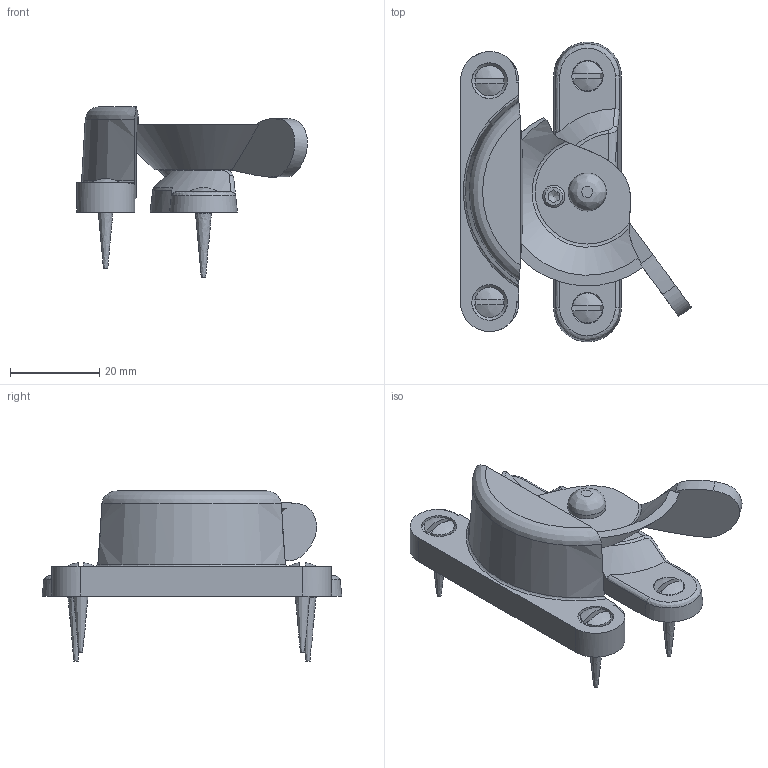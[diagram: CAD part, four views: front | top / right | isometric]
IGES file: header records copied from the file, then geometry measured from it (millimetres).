
Global section: file name: P6132-L; native system: Autodesk Inventor 2018; preprocessor: unknown; author: ashami; date: 20190708.081047; units: millimetre
Bounding box: 51.64 x 67.01 x 38.05 mm (x, y, z)
Volume: 13771.2 mm3; surface area: 12672.9 mm2
Topology: 11 solids, 11 shells, 198 faces, 503 edges, 327 vertices
Faces by surface type: bspline 198
